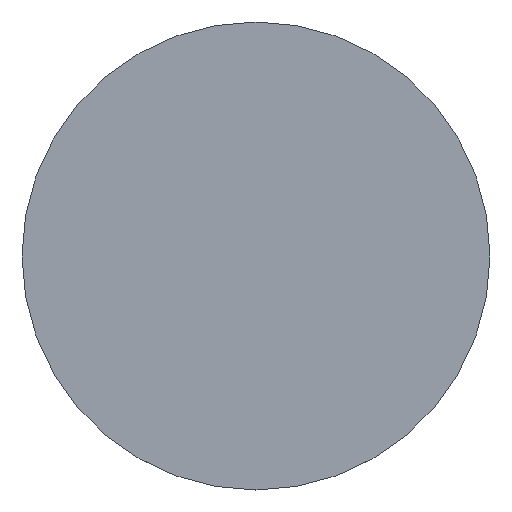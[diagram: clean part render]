
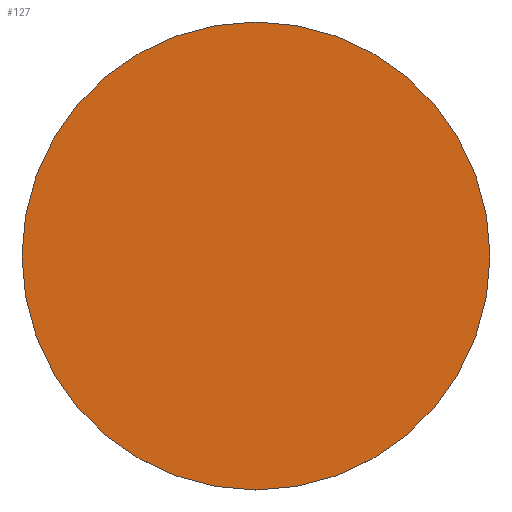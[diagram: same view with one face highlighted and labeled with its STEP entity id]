
A CAD part, top view. The second image highlights one B-rep face of the part: STEP entity #127.
In plain terms, the highlighted planar face has unit normal (0, 0, 1).
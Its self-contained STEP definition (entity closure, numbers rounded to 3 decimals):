
#16 = PLANE ( 'NONE',  #22 ) ;
#22 = AXIS2_PLACEMENT_3D ( 'NONE', #42, #136, #39 ) ;
#28 = FACE_OUTER_BOUND ( 'NONE', #79, .T. ) ;
#39 = DIRECTION ( 'NONE',  ( 1., 0., 0. ) ) ;
#42 = CARTESIAN_POINT ( 'NONE',  ( 0., 0., 0.21 ) ) ;
#55 = EDGE_CURVE ( 'NONE', #115, #63, #162, .T. ) ;
#60 = ORIENTED_EDGE ( 'NONE', *, *, #55, .T. ) ;
#63 = VERTEX_POINT ( 'NONE', #174 ) ;
#64 = DIRECTION ( 'NONE',  ( 1., 0., 0. ) ) ;
#79 = EDGE_LOOP ( 'NONE', ( #60, #80 ) ) ;
#80 = ORIENTED_EDGE ( 'NONE', *, *, #118, .T. ) ;
#87 = CIRCLE ( 'NONE', #104, 12.5 ) ;
#91 = CARTESIAN_POINT ( 'NONE',  ( -12.5, 0., 0.21 ) ) ;
#92 = DIRECTION ( 'NONE',  ( 1., 0., 0. ) ) ;
#95 = CARTESIAN_POINT ( 'NONE',  ( 0., 0., 0.21 ) ) ;
#104 = AXIS2_PLACEMENT_3D ( 'NONE', #142, #170, #92 ) ;
#115 = VERTEX_POINT ( 'NONE', #91 ) ;
#118 = EDGE_CURVE ( 'NONE', #63, #115, #87, .T. ) ;
#127 = ADVANCED_FACE ( 'NONE', ( #28 ), #16, .T. ) ;
#136 = DIRECTION ( 'NONE',  ( 0., 0., 1. ) ) ;
#142 = CARTESIAN_POINT ( 'NONE',  ( 0., 0., 0.21 ) ) ;
#145 = AXIS2_PLACEMENT_3D ( 'NONE', #95, #146, #64 ) ;
#146 = DIRECTION ( 'NONE',  ( 0., 0., 1. ) ) ;
#162 = CIRCLE ( 'NONE', #145, 12.5 ) ;
#170 = DIRECTION ( 'NONE',  ( 0., 0., 1. ) ) ;
#174 = CARTESIAN_POINT ( 'NONE',  ( 12.5, 0., 0.21 ) ) ;
